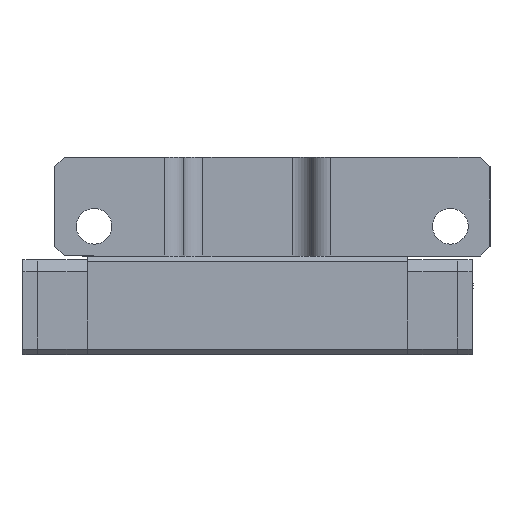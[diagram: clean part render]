
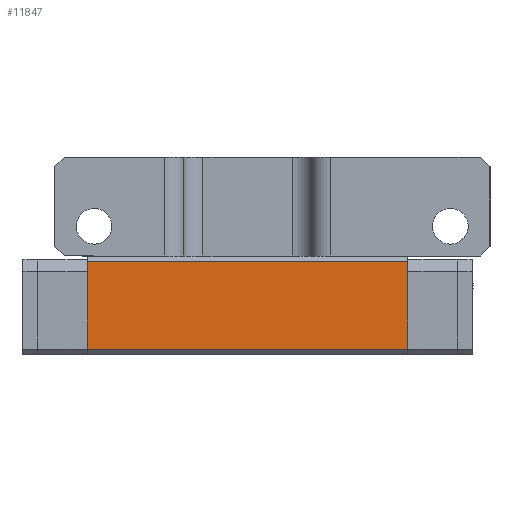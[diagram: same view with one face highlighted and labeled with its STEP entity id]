
A CAD part, front view. The second image highlights one B-rep face of the part: STEP entity #11847.
In plain terms, the highlighted face is planar.
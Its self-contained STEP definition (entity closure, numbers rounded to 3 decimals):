
#1302=PLANE('',#12792);
#1875=FACE_OUTER_BOUND('',#2571,.T.);
#2571=EDGE_LOOP('',(#9930,#9931,#9932,#9933));
#3226=LINE('',#22455,#4072);
#3228=LINE('',#22459,#4074);
#3229=LINE('',#22461,#4075);
#3230=LINE('',#22462,#4076);
#4072=VECTOR('',#14935,1000.);
#4074=VECTOR('',#14939,1000.);
#4075=VECTOR('',#14940,1000.);
#4076=VECTOR('',#14941,1000.);
#5591=VERTEX_POINT('',#22452);
#5592=VERTEX_POINT('',#22454);
#5593=VERTEX_POINT('',#22458);
#5594=VERTEX_POINT('',#22460);
#7136=EDGE_CURVE('',#5592,#5591,#3226,.T.);
#7138=EDGE_CURVE('',#5591,#5593,#3228,.T.);
#7139=EDGE_CURVE('',#5594,#5593,#3229,.T.);
#7140=EDGE_CURVE('',#5592,#5594,#3230,.T.);
#9930=ORIENTED_EDGE('',*,*,#7138,.T.);
#9931=ORIENTED_EDGE('',*,*,#7139,.F.);
#9932=ORIENTED_EDGE('',*,*,#7140,.F.);
#9933=ORIENTED_EDGE('',*,*,#7136,.T.);
#11847=ADVANCED_FACE('',(#1875),#1302,.F.);
#12792=AXIS2_PLACEMENT_3D('',#22457,#14937,#14938);
#14935=DIRECTION('',(0.,0.,-1.));
#14937=DIRECTION('center_axis',(1.,0.,0.));
#14938=DIRECTION('ref_axis',(0.,0.,-1.));
#14939=DIRECTION('',(0.,-1.,0.));
#14940=DIRECTION('',(0.,0.,-1.));
#14941=DIRECTION('',(0.,-1.,0.));
#22452=CARTESIAN_POINT('',(-13.5,6.9,-16.2));
#22454=CARTESIAN_POINT('',(-13.5,6.9,16.2));
#22455=CARTESIAN_POINT('',(-13.5,6.9,16.2));
#22457=CARTESIAN_POINT('Origin',(-13.5,6.9,16.2));
#22458=CARTESIAN_POINT('',(-13.5,-1.9,-16.2));
#22459=CARTESIAN_POINT('',(-13.5,6.9,-16.2));
#22460=CARTESIAN_POINT('',(-13.5,-1.9,16.2));
#22461=CARTESIAN_POINT('',(-13.5,-1.9,16.2));
#22462=CARTESIAN_POINT('',(-13.5,6.9,16.2));
